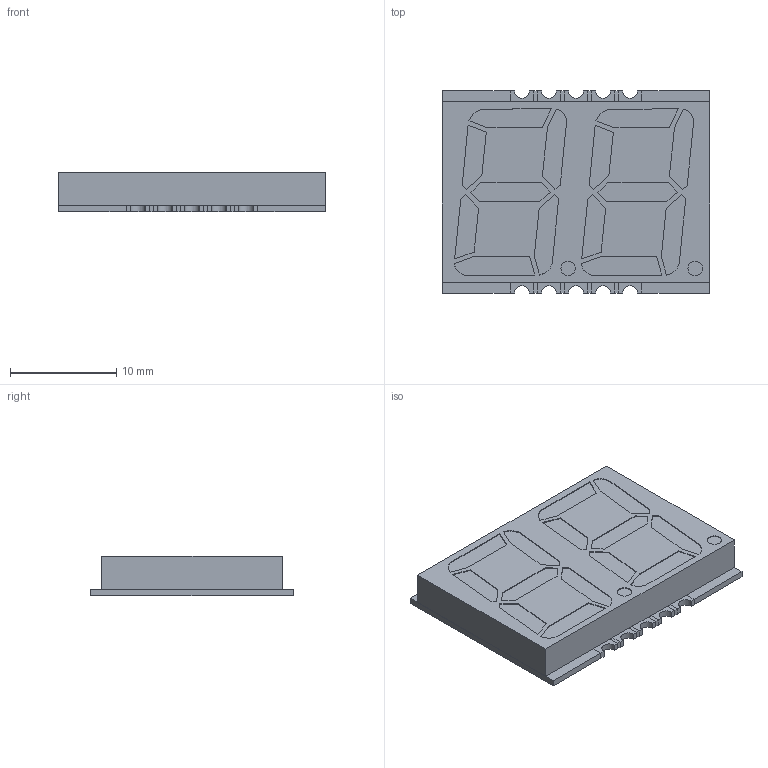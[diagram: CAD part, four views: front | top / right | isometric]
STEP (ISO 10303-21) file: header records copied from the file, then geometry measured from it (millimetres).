
FILE_DESCRIPTION(('FreeCAD Model'),'2;1');
FILE_NAME('Open CASCADE Shape Model','2025-07-07T15:08:21',( 'kicad StepUp'),('ksu MCAD'),'Open CASCADE STEP processor 7.8', 'FreeCAD','Unknown');
FILE_SCHEMA(('CONFIG_CONTROL_DESIGN','SHAPE_APPEARANCE_LAYER_MIM'));
Length unit declared in the file: millimetre
Products named in the file (1): KW2-S561AWB
Bounding box: 25.1 x 19 x 3.75 mm (x, y, z)
Volume: 1614.3 mm3; surface area: 2194.1 mm2
Topology: 12 solids, 12 shells, 226 faces, 558 edges, 372 vertices
Faces by surface type: plane 138, extrusion 76, cylinder 12
Full cylindrical faces by diameter (mm): 1.359 x2
Entity records: 8994 total; most frequent: CARTESIAN_POINT 1795, ORIENTED_EDGE 1116, DIRECTION 808, EDGE_CURVE 558, VECTOR 458, LINE 382, VERTEX_POINT 372, FACE_BOUND 242
